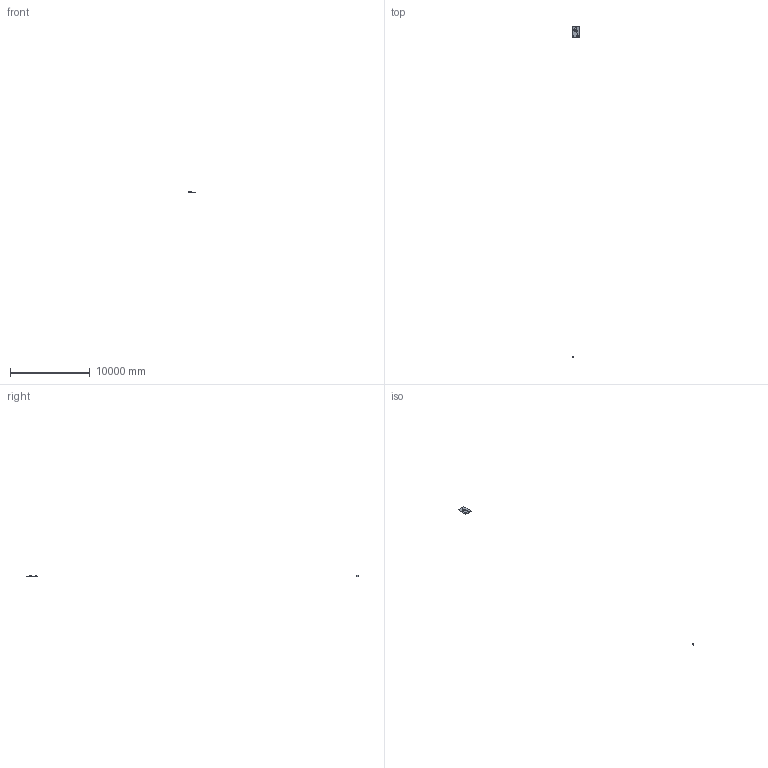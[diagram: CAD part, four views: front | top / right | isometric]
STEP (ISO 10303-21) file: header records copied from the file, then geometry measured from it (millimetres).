
FILE_DESCRIPTION (( 'STEP AP214' ), '1' );
FILE_NAME ('KOM project model.STEP', '2024-04-15T09:19:24', ( '' ), ( '' ), 'SwSTEP 2.0', 'SolidWorks 2019', '' );
FILE_SCHEMA (( 'AUTOMOTIVE_DESIGN' ));
Length unit declared in the file: centimetre
Products named in the file (8): pendulum^pendulum; gear; board^pendulum; pulley; stopper^pendulum; KOM project model; weight; Base
Assembly tree (8 placements, depth 3):
  KOM project model
    stopper^pendulum
    pendulum^pendulum
    board^pendulum
    Base
      gear
      pulley
    weight  x2
Bounding box: 988.89 x 41560.45 x 165 mm (x, y, z)
Volume: 30284345.5 mm3; surface area: 3523502.5 mm2
Topology: 7 solids, 7 shells, 100 faces, 244 edges, 160 vertices
Faces by surface type: plane 84, cylinder 16
Entity records: 3087 total; most frequent: CARTESIAN_POINT 490, DIRECTION 484, ORIENTED_EDGE 464, EDGE_CURVE 232, VECTOR 192, LINE 192, VERTEX_POINT 152, AXIS2_PLACEMENT_3D 146
